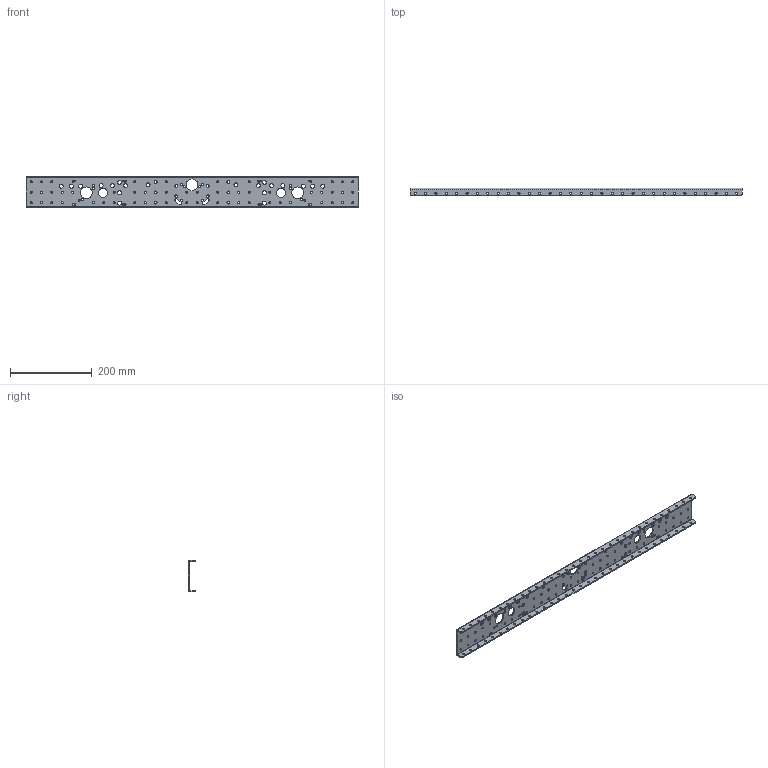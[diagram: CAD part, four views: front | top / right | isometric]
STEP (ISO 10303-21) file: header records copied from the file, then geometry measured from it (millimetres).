
FILE_DESCRIPTION (( 'STEP AP214' ), '1' );
FILE_NAME ('am-3921b AM14U5 On Grid Outside Plate_Long Configuration.STEP', '2025-01-07T21:05:53', ( '' ), ( '' ), 'SwSTEP 2.0', 'SolidWorks 2024', '' );
FILE_SCHEMA (( 'AUTOMOTIVE_DESIGN' ));
Length unit declared in the file: inch
Products named in the file (1): am-3921b AM14U5 On Grid Outside Plate_Long Configuration
Bounding box: 812.8 x 19.05 x 77.72 mm (x, y, z)
Volume: 252701.5 mm3; surface area: 176629.2 mm2
Topology: 1 solids, 1 shells, 398 faces, 1172 edges, 776 vertices
Faces by surface type: cylinder 376, plane 22
Entity records: 14459 total; most frequent: DIRECTION 2722, CARTESIAN_POINT 2347, ORIENTED_EDGE 2344, EDGE_CURVE 1172, AXIS2_PLACEMENT_3D 1151, VERTEX_POINT 776, EDGE_LOOP 764, CIRCLE 752
